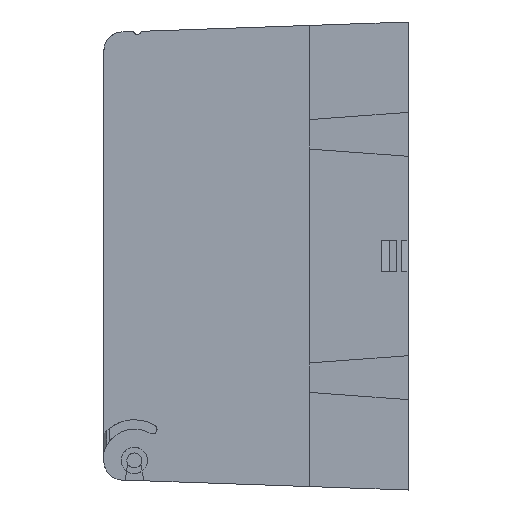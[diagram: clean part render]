
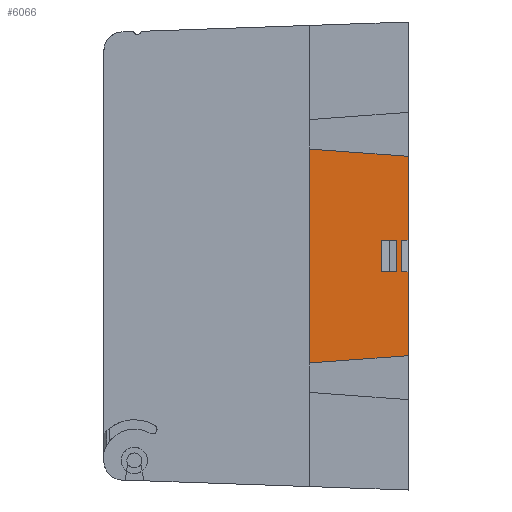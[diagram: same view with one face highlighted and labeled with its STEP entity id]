
A CAD part, left-side view. The second image highlights one B-rep face of the part: STEP entity #6066.
In plain terms, the highlighted planar face has unit normal (1, 0, 0).
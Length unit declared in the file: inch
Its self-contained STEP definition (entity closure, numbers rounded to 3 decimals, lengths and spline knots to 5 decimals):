
#21 = VERTEX_POINT ( 'NONE', #11935 ) ;
#110 = LINE ( 'NONE', #26103, #16016 ) ;
#371 = ORIENTED_EDGE ( 'NONE', *, *, #22120, .F. ) ;
#434 = CARTESIAN_POINT ( 'NONE',  ( -2.6392, -1.605, -0.17 ) ) ;
#465 = DIRECTION ( 'NONE',  ( 0., 0., -1. ) ) ;
#667 = VERTEX_POINT ( 'NONE', #434 ) ;
#826 = CARTESIAN_POINT ( 'NONE',  ( -2.6392, -1.555, -0.17 ) ) ;
#1017 = CARTESIAN_POINT ( 'NONE',  ( -2.6392, -1.555, 0.17 ) ) ;
#1447 = CARTESIAN_POINT ( 'NONE',  ( -2.6392, -1.675, -1.065 ) ) ;
#1938 = FACE_OUTER_BOUND ( 'NONE', #12971, .T. ) ;
#2048 = ORIENTED_EDGE ( 'NONE', *, *, #15157, .F. ) ;
#2654 = DIRECTION ( 'NONE',  ( 0., 1., 0. ) ) ;
#2705 = VERTEX_POINT ( 'NONE', #15811 ) ;
#3683 = VECTOR ( 'NONE', #12305, 39.37008 ) ;
#4240 = DIRECTION ( 'NONE',  ( 0., 0., 1. ) ) ;
#4378 = CARTESIAN_POINT ( 'NONE',  ( -2.6392, -1.675, 1.065 ) ) ;
#4736 = ORIENTED_EDGE ( 'NONE', *, *, #26688, .F. ) ;
#4911 = EDGE_CURVE ( 'NONE', #15654, #22861, #20197, .T. ) ;
#5225 = CARTESIAN_POINT ( 'NONE',  ( -2.6392, -0.625, 1.14282 ) ) ;
#5626 = DIRECTION ( 'NONE',  ( 0., 1., 0. ) ) ;
#5828 = VERTEX_POINT ( 'NONE', #5225 ) ;
#5830 = LINE ( 'NONE', #25373, #11960 ) ;
#5984 = VECTOR ( 'NONE', #14183, 39.37008 ) ;
#6066 = ADVANCED_FACE ( 'NONE', ( #12283, #1938 ), #23005, .F. ) ;
#6073 = LINE ( 'NONE', #24741, #11546 ) ;
#6240 = ORIENTED_EDGE ( 'NONE', *, *, #24689, .F. ) ;
#6534 = EDGE_LOOP ( 'NONE', ( #11501, #10361, #6240, #20833 ) ) ;
#6626 = CARTESIAN_POINT ( 'NONE',  ( -2.6392, -1.675, 0.6175 ) ) ;
#6693 = EDGE_CURVE ( 'NONE', #2705, #9112, #25845, .T. ) ;
#6696 = VERTEX_POINT ( 'NONE', #1017 ) ;
#7005 = ORIENTED_EDGE ( 'NONE', *, *, #19989, .F. ) ;
#7207 = CARTESIAN_POINT ( 'NONE',  ( -2.6392, -1.3934, -2.21333 ) ) ;
#7250 = LINE ( 'NONE', #26243, #17587 ) ;
#7476 = LINE ( 'NONE', #11106, #18464 ) ;
#8194 = CARTESIAN_POINT ( 'NONE',  ( -2.6392, -1.675, 1.065 ) ) ;
#9112 = VERTEX_POINT ( 'NONE', #17405 ) ;
#9789 = ORIENTED_EDGE ( 'NONE', *, *, #17194, .F. ) ;
#9890 = DIRECTION ( 'NONE',  ( 0., 0., 1. ) ) ;
#10361 = ORIENTED_EDGE ( 'NONE', *, *, #26768, .F. ) ;
#10559 = LINE ( 'NONE', #4378, #23837 ) ;
#10695 = CARTESIAN_POINT ( 'NONE',  ( -2.6392, -0.625, -2.21333 ) ) ;
#10784 = CARTESIAN_POINT ( 'NONE',  ( -2.6392, -1.555, -2.21333 ) ) ;
#10939 = LINE ( 'NONE', #6626, #21984 ) ;
#11106 = CARTESIAN_POINT ( 'NONE',  ( -2.6392, -1.675, -0.6175 ) ) ;
#11501 = ORIENTED_EDGE ( 'NONE', *, *, #23489, .F. ) ;
#11546 = VECTOR ( 'NONE', #16520, 39.37008 ) ;
#11935 = CARTESIAN_POINT ( 'NONE',  ( -2.6392, -1.605, 0.17 ) ) ;
#11960 = VECTOR ( 'NONE', #2654, 39.37008 ) ;
#11990 = CARTESIAN_POINT ( 'NONE',  ( -2.6392, -1.605, -2.21333 ) ) ;
#12102 = CARTESIAN_POINT ( 'NONE',  ( -2.6392, -0.625, -4.87979 ) ) ;
#12283 = FACE_BOUND ( 'NONE', #6534, .T. ) ;
#12305 = DIRECTION ( 'NONE',  ( 0., -0.997, 0.074 ) ) ;
#12489 = LINE ( 'NONE', #11990, #18010 ) ;
#12778 = DIRECTION ( 'NONE',  ( 0., 0., 1. ) ) ;
#12971 = EDGE_LOOP ( 'NONE', ( #13281, #9789, #18766, #371, #4736, #25022, #7005, #2048 ) ) ;
#13281 = ORIENTED_EDGE ( 'NONE', *, *, #20620, .F. ) ;
#13542 = VERTEX_POINT ( 'NONE', #24646 ) ;
#14183 = DIRECTION ( 'NONE',  ( 0., 0., -1. ) ) ;
#14729 = VERTEX_POINT ( 'NONE', #16834 ) ;
#14844 = VECTOR ( 'NONE', #25832, 39.37008 ) ;
#15157 = EDGE_CURVE ( 'NONE', #667, #21, #12489, .T. ) ;
#15654 = VERTEX_POINT ( 'NONE', #18789 ) ;
#15786 = DIRECTION ( 'NONE',  ( 0., -1., 0. ) ) ;
#15811 = CARTESIAN_POINT ( 'NONE',  ( -2.6392, -1.3934, -0.17 ) ) ;
#16016 = VECTOR ( 'NONE', #15786, 39.37008 ) ;
#16412 = VECTOR ( 'NONE', #465, 39.37008 ) ;
#16520 = DIRECTION ( 'NONE',  ( 0., -1., 0. ) ) ;
#16834 = CARTESIAN_POINT ( 'NONE',  ( -2.6392, -1.675, -0.17 ) ) ;
#16992 = LINE ( 'NONE', #12102, #5984 ) ;
#17194 = EDGE_CURVE ( 'NONE', #22861, #14729, #7476, .T. ) ;
#17405 = CARTESIAN_POINT ( 'NONE',  ( -2.6392, -1.3934, 0.17 ) ) ;
#17587 = VECTOR ( 'NONE', #5626, 39.37008 ) ;
#17706 = EDGE_CURVE ( 'NONE', #13542, #24690, #10939, .T. ) ;
#18010 = VECTOR ( 'NONE', #9890, 39.37008 ) ;
#18464 = VECTOR ( 'NONE', #23518, 39.37008 ) ;
#18766 = ORIENTED_EDGE ( 'NONE', *, *, #4911, .F. ) ;
#18776 = DIRECTION ( 'NONE',  ( 0., 0.997, 0.074 ) ) ;
#18789 = CARTESIAN_POINT ( 'NONE',  ( -2.6392, -0.625, -1.14282 ) ) ;
#19989 = EDGE_CURVE ( 'NONE', #21, #13542, #110, .T. ) ;
#20197 = LINE ( 'NONE', #24725, #3683 ) ;
#20620 = EDGE_CURVE ( 'NONE', #14729, #667, #7250, .T. ) ;
#20833 = ORIENTED_EDGE ( 'NONE', *, *, #6693, .F. ) ;
#21984 = VECTOR ( 'NONE', #4240, 39.37008 ) ;
#22120 = EDGE_CURVE ( 'NONE', #5828, #15654, #16992, .T. ) ;
#22861 = VERTEX_POINT ( 'NONE', #1447 ) ;
#23005 = PLANE ( 'NONE',  #25508 ) ;
#23489 = EDGE_CURVE ( 'NONE', #26924, #2705, #5830, .T. ) ;
#23518 = DIRECTION ( 'NONE',  ( 0., 0., 1. ) ) ;
#23837 = VECTOR ( 'NONE', #18776, 39.37008 ) ;
#24646 = CARTESIAN_POINT ( 'NONE',  ( -2.6392, -1.675, 0.17 ) ) ;
#24689 = EDGE_CURVE ( 'NONE', #9112, #6696, #6073, .T. ) ;
#24690 = VERTEX_POINT ( 'NONE', #8194 ) ;
#24725 = CARTESIAN_POINT ( 'NONE',  ( -2.6392, -0.625, -1.14282 ) ) ;
#24741 = CARTESIAN_POINT ( 'NONE',  ( -2.6392, -0.625, 0.17 ) ) ;
#25022 = ORIENTED_EDGE ( 'NONE', *, *, #17706, .F. ) ;
#25195 = DIRECTION ( 'NONE',  ( -1., 0., 0. ) ) ;
#25373 = CARTESIAN_POINT ( 'NONE',  ( -2.6392, -0.625, -0.17 ) ) ;
#25508 = AXIS2_PLACEMENT_3D ( 'NONE', #10695, #25195, #12778 ) ;
#25832 = DIRECTION ( 'NONE',  ( 0., 0., 1. ) ) ;
#25845 = LINE ( 'NONE', #7207, #14844 ) ;
#26103 = CARTESIAN_POINT ( 'NONE',  ( -2.6392, -0.625, 0.17 ) ) ;
#26243 = CARTESIAN_POINT ( 'NONE',  ( -2.6392, -0.625, -0.17 ) ) ;
#26688 = EDGE_CURVE ( 'NONE', #24690, #5828, #10559, .T. ) ;
#26767 = LINE ( 'NONE', #10784, #16412 ) ;
#26768 = EDGE_CURVE ( 'NONE', #6696, #26924, #26767, .T. ) ;
#26924 = VERTEX_POINT ( 'NONE', #826 ) ;
